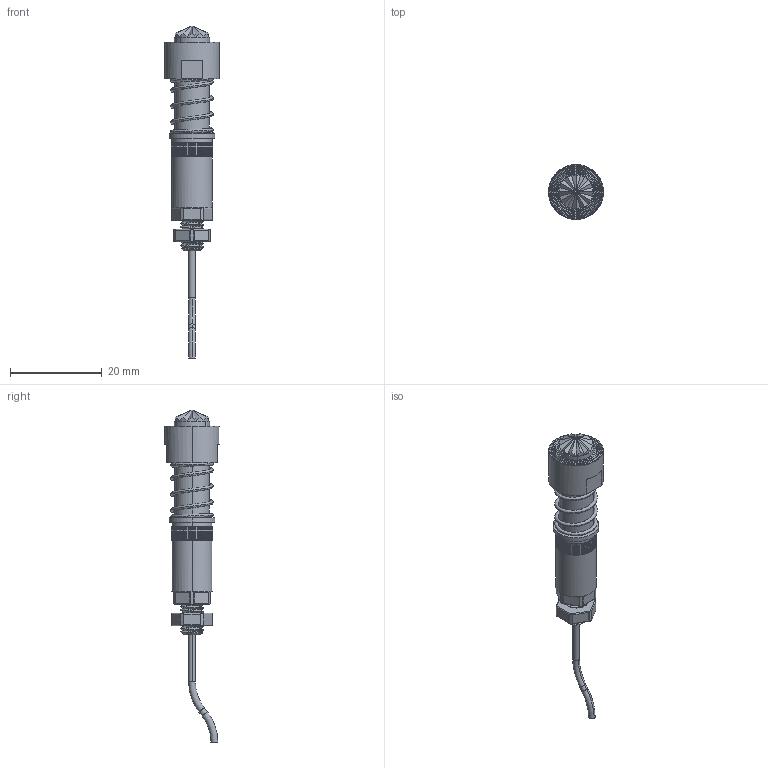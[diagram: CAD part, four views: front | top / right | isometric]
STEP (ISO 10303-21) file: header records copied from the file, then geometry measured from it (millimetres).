
FILE_DESCRIPTION (( 'STEP AP203' ), '1' );
FILE_NAME ('MOD-1860C003.step', '2015-07-09T11:00:22', ( 'firstrun' ), ( 'Hewlett-Packard Company' ), 'SwSTEP 2.0', 'SolidWorks 2012', '' );
FILE_SCHEMA (( 'CONFIG_CONTROL_DESIGN' ));
Length unit declared in the file: millimetre
Products named in the file (1): MOD-1860C003
Bounding box: 12 x 12 x 72.5 mm (x, y, z)
Volume: 3005.6 mm3; surface area: 2166.2 mm2
Topology: 1 solids, 2 shells, 858 faces, 2185 edges, 1347 vertices
Faces by surface type: plane 481, cylinder 209, cone 94, bspline 68, torus 6
Entity records: 36071 total; most frequent: CARTESIAN_POINT 16384, ORIENTED_EDGE 4370, DIRECTION 3800, EDGE_CURVE 2185, AXIS2_PLACEMENT_3D 1411, VERTEX_POINT 1347, LINE 978, VECTOR 978
